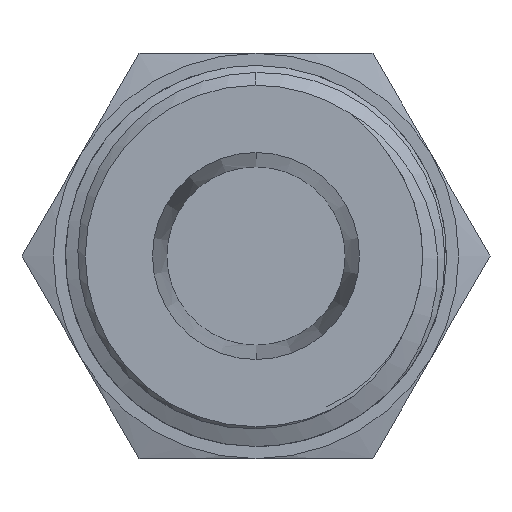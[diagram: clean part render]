
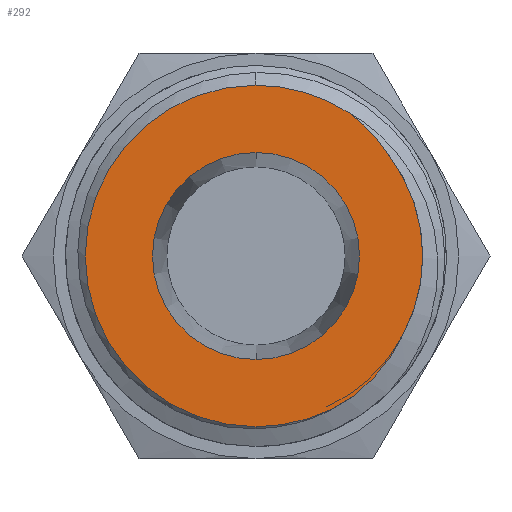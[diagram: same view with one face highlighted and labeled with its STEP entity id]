
A CAD part, front view. The second image highlights one B-rep face of the part: STEP entity #292.
In plain terms, the highlighted planar face has unit normal (0, -1, 0).
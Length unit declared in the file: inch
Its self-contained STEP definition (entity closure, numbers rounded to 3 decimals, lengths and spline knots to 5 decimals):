
#92 = CARTESIAN_POINT ( 'NONE',  ( 0.15262, -0.35, 0.20848 ) ) ;
#100 = CIRCLE ( 'NONE', #2272, 0.259 ) ;
#101 = CARTESIAN_POINT ( 'NONE',  ( 0.23994, -0.35, 0.08117 ) ) ;
#125 = CARTESIAN_POINT ( 'NONE',  ( 0., -0.35, -0.157 ) ) ;
#145 = ORIENTED_EDGE ( 'NONE', *, *, #1436, .T. ) ;
#148 = DIRECTION ( 'NONE',  ( 0., -1., 0. ) ) ;
#224 = DIRECTION ( 'NONE',  ( 0., 0., -1. ) ) ;
#230 = DIRECTION ( 'NONE',  ( 0., -1., 0. ) ) ;
#256 = CARTESIAN_POINT ( 'NONE',  ( 0., -0.35, 0.157 ) ) ;
#276 = PLANE ( 'NONE',  #2123 ) ;
#292 = ADVANCED_FACE ( 'NONE', ( #2606, #1359 ), #276, .T. ) ;
#344 = B_SPLINE_CURVE_WITH_KNOTS ( 'NONE', 3,
 ( #2811, #92, #1956, #601, #2159, #833 ),
 .UNSPECIFIED., .F., .F.,
 ( 4, 2, 4 ),
 ( 0.00264, 0.00372, 0.0048 ),
 .UNSPECIFIED. ) ;
#347 = EDGE_CURVE ( 'NONE', #1111, #2926, #100, .T. ) ;
#349 = CARTESIAN_POINT ( 'NONE',  ( 0.24911, -0.35, 0.0459 ) ) ;
#426 = CARTESIAN_POINT ( 'NONE',  ( 0., -0.35, 0. ) ) ;
#472 = ORIENTED_EDGE ( 'NONE', *, *, #347, .T. ) ;
#506 = ORIENTED_EDGE ( 'NONE', *, *, #1295, .F. ) ;
#517 = VERTEX_POINT ( 'NONE', #1709 ) ;
#526 = CARTESIAN_POINT ( 'NONE',  ( 0., -0.35, 0.259 ) ) ;
#601 = CARTESIAN_POINT ( 'NONE',  ( 0.18274, -0.35, 0.17844 ) ) ;
#611 = CARTESIAN_POINT ( 'NONE',  ( 0.2531, -0.35, 0.01003 ) ) ;
#701 = CARTESIAN_POINT ( 'NONE',  ( 0.1478, -0.35, -0.21269 ) ) ;
#772 = CARTESIAN_POINT ( 'NONE',  ( 0.19977, -0.35, 0.15527 ) ) ;
#791 = CIRCLE ( 'NONE', #1680, 0.259 ) ;
#824 = ORIENTED_EDGE ( 'NONE', *, *, #1542, .F. ) ;
#826 = CARTESIAN_POINT ( 'NONE',  ( 0., -0.35, 0. ) ) ;
#830 = CIRCLE ( 'NONE', #2400, 0.259 ) ;
#833 = CARTESIAN_POINT ( 'NONE',  ( 0.19977, -0.35, 0.15527 ) ) ;
#842 = CARTESIAN_POINT ( 'NONE',  ( 0.25193, -0.35, -0.02632 ) ) ;
#914 = EDGE_LOOP ( 'NONE', ( #2282, #1930 ) ) ;
#1024 = CARTESIAN_POINT ( 'NONE',  ( 0., -0.35, 0. ) ) ;
#1060 = DIRECTION ( 'NONE',  ( 0., 0., -1. ) ) ;
#1062 = DIRECTION ( 'NONE',  ( 0., -1., 0. ) ) ;
#1073 = CARTESIAN_POINT ( 'NONE',  ( 0.24561, -0.35, -0.06192 ) ) ;
#1104 = VERTEX_POINT ( 'NONE', #772 ) ;
#1111 = VERTEX_POINT ( 'NONE', #526 ) ;
#1124 = VERTEX_POINT ( 'NONE', #2336 ) ;
#1132 = CARTESIAN_POINT ( 'NONE',  ( 0.18513, -0.35, -0.1779 ) ) ;
#1159 = ORIENTED_EDGE ( 'NONE', *, *, #2834, .F. ) ;
#1201 = EDGE_CURVE ( 'NONE', #2469, #1819, #2860, .T. ) ;
#1250 = DIRECTION ( 'NONE',  ( 0., 0., -1. ) ) ;
#1287 = CARTESIAN_POINT ( 'NONE',  ( 0.21403, -0.35, 0.13547 ) ) ;
#1295 = EDGE_CURVE ( 'NONE', #1104, #517, #2000, .T. ) ;
#1297 = CARTESIAN_POINT ( 'NONE',  ( 0.23429, -0.35, -0.09627 ) ) ;
#1353 = CARTESIAN_POINT ( 'NONE',  ( 0.16353, -0.35, -0.19982 ) ) ;
#1359 = FACE_OUTER_BOUND ( 'NONE', #2504, .T. ) ;
#1404 = EDGE_CURVE ( 'NONE', #1819, #2469, #1565, .T. ) ;
#1436 = EDGE_CURVE ( 'NONE', #1124, #1111, #830, .T. ) ;
#1511 = CARTESIAN_POINT ( 'NONE',  ( 0.23115, -0.35, 0.10359 ) ) ;
#1520 = AXIS2_PLACEMENT_3D ( 'NONE', #1550, #148, #1775 ) ;
#1522 = CARTESIAN_POINT ( 'NONE',  ( 0.22368, -0.35, -0.11825 ) ) ;
#1542 = EDGE_CURVE ( 'NONE', #517, #1654, #1702, .T. ) ;
#1550 = CARTESIAN_POINT ( 'NONE',  ( 0., -0.35, 0. ) ) ;
#1565 = CIRCLE ( 'NONE', #1520, 0.157 ) ;
#1576 = ORIENTED_EDGE ( 'NONE', *, *, #1972, .T. ) ;
#1579 = CARTESIAN_POINT ( 'NONE',  ( 0.1478, -0.35, -0.21269 ) ) ;
#1654 = VERTEX_POINT ( 'NONE', #701 ) ;
#1680 = AXIS2_PLACEMENT_3D ( 'NONE', #2380, #1062, #2610 ) ;
#1702 = B_SPLINE_CURVE_WITH_KNOTS ( 'NONE', 3,
 ( #2226, #2017, #2446, #1132, #2673, #1353, #2878, #1579 ),
 .UNSPECIFIED., .F., .F.,
 ( 4, 2, 2, 4 ),
 ( 0., 0.00155, 0.00232, 0.00309 ),
 .UNSPECIFIED. ) ;
#1709 = CARTESIAN_POINT ( 'NONE',  ( 0.22368, -0.35, -0.11825 ) ) ;
#1720 = CARTESIAN_POINT ( 'NONE',  ( 0.20724, -0.35, 0.14565 ) ) ;
#1735 = CARTESIAN_POINT ( 'NONE',  ( 0.24357, -0.35, 0.06954 ) ) ;
#1775 = DIRECTION ( 'NONE',  ( 0., 0., -1. ) ) ;
#1819 = VERTEX_POINT ( 'NONE', #256 ) ;
#1930 = ORIENTED_EDGE ( 'NONE', *, *, #1404, .F. ) ;
#1956 = CARTESIAN_POINT ( 'NONE',  ( 0.16318, -0.35, 0.19903 ) ) ;
#1964 = CARTESIAN_POINT ( 'NONE',  ( 0.25101, -0.35, 0.03399 ) ) ;
#1966 = CARTESIAN_POINT ( 'NONE',  ( 0., -0.35, -0.259 ) ) ;
#1972 = EDGE_CURVE ( 'NONE', #2926, #1654, #791, .T. ) ;
#2000 = B_SPLINE_CURVE_WITH_KNOTS ( 'NONE', 3,
 ( #2382, #1720, #1287, #2818, #1511, #101, #1735, #349, #1964, #611, #2165, #842, #2390, #1073, #2617, #1297, #2825, #1522 ),
 .UNSPECIFIED., .F., .F.,
 ( 4, 2, 2, 2, 2, 2, 2, 2, 4 ),
 ( 0., 0.00093, 0.00186, 0.00278, 0.00371, 0.00464, 0.00557, 0.0065, 0.00742 ),
 .UNSPECIFIED. ) ;
#2017 = CARTESIAN_POINT ( 'NONE',  ( 0.21501, -0.35, -0.13691 ) ) ;
#2123 = AXIS2_PLACEMENT_3D ( 'NONE', #426, #230, #224 ) ;
#2159 = CARTESIAN_POINT ( 'NONE',  ( 0.19178, -0.35, 0.16722 ) ) ;
#2165 = CARTESIAN_POINT ( 'NONE',  ( 0.2533, -0.35, -0.00203 ) ) ;
#2226 = CARTESIAN_POINT ( 'NONE',  ( 0.22368, -0.35, -0.11825 ) ) ;
#2272 = AXIS2_PLACEMENT_3D ( 'NONE', #2489, #2471, #2508 ) ;
#2282 = ORIENTED_EDGE ( 'NONE', *, *, #1201, .F. ) ;
#2336 = CARTESIAN_POINT ( 'NONE',  ( 0.14127, -0.35, 0.21708 ) ) ;
#2377 = DIRECTION ( 'NONE',  ( 0., -1., 0. ) ) ;
#2380 = CARTESIAN_POINT ( 'NONE',  ( 0., -0.35, 0. ) ) ;
#2382 = CARTESIAN_POINT ( 'NONE',  ( 0.19977, -0.35, 0.15527 ) ) ;
#2390 = CARTESIAN_POINT ( 'NONE',  ( 0.25038, -0.35, -0.03835 ) ) ;
#2400 = AXIS2_PLACEMENT_3D ( 'NONE', #826, #2377, #1060 ) ;
#2446 = CARTESIAN_POINT ( 'NONE',  ( 0.20426, -0.35, -0.15414 ) ) ;
#2469 = VERTEX_POINT ( 'NONE', #125 ) ;
#2471 = DIRECTION ( 'NONE',  ( 0., -1., 0. ) ) ;
#2489 = CARTESIAN_POINT ( 'NONE',  ( 0., -0.35, 0. ) ) ;
#2504 = EDGE_LOOP ( 'NONE', ( #824, #506, #1159, #145, #472, #1576 ) ) ;
#2508 = DIRECTION ( 'NONE',  ( 0., 0., -1. ) ) ;
#2575 = DIRECTION ( 'NONE',  ( 0., -1., 0. ) ) ;
#2606 = FACE_BOUND ( 'NONE', #914, .T. ) ;
#2610 = DIRECTION ( 'NONE',  ( 0., 0., -1. ) ) ;
#2617 = CARTESIAN_POINT ( 'NONE',  ( 0.2424, -0.35, -0.07351 ) ) ;
#2673 = CARTESIAN_POINT ( 'NONE',  ( 0.17819, -0.35, -0.18551 ) ) ;
#2811 = CARTESIAN_POINT ( 'NONE',  ( 0.14127, -0.35, 0.21708 ) ) ;
#2818 = CARTESIAN_POINT ( 'NONE',  ( 0.22597, -0.35, 0.11445 ) ) ;
#2825 = CARTESIAN_POINT ( 'NONE',  ( 0.22937, -0.35, -0.10748 ) ) ;
#2834 = EDGE_CURVE ( 'NONE', #1124, #1104, #344, .T. ) ;
#2860 = CIRCLE ( 'NONE', #2881, 0.157 ) ;
#2878 = CARTESIAN_POINT ( 'NONE',  ( 0.15584, -0.35, -0.20649 ) ) ;
#2881 = AXIS2_PLACEMENT_3D ( 'NONE', #1024, #2575, #1250 ) ;
#2926 = VERTEX_POINT ( 'NONE', #1966 ) ;
